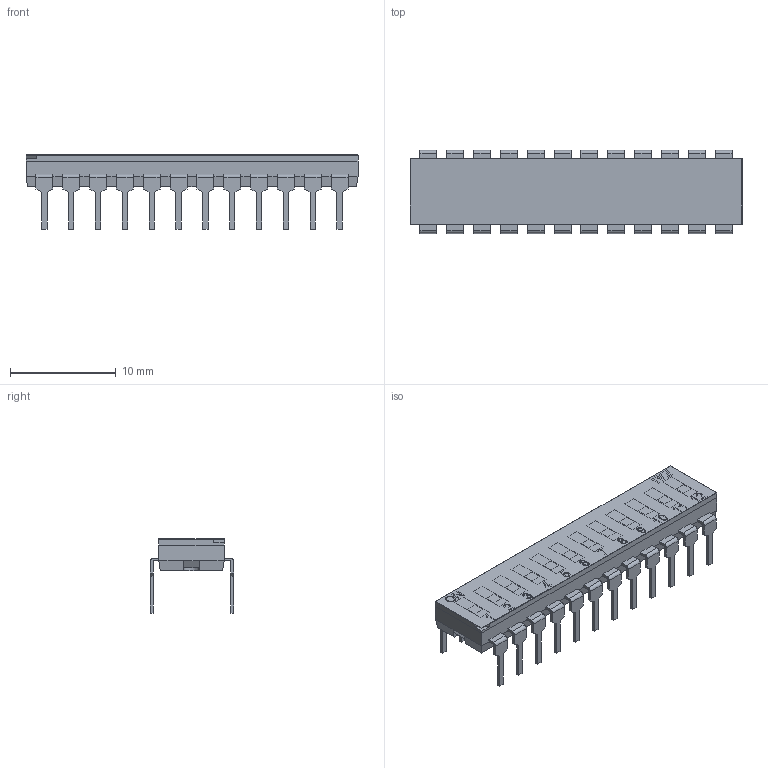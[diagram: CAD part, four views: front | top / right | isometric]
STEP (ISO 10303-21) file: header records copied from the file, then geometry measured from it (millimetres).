
FILE_DESCRIPTION(/* description */ ('Unknown'),/* implementation_level */ '2;1');
FILE_NAME(/* name */ '418127160912',/* time_stamp */ '2019-09-09T15:02:12+08:00',/* author */ ('Unknown'),/* organization */ ('Unknown'),/* preprocessor_version */ 'ST-DEVELOPER v16.7',/* originating_system */ 'DEX',/* authorisation */ $);
FILE_SCHEMA (('AUTOMOTIVE_DESIGN {1 0 10303 214 3 1 1}'));
Length unit declared in the file: millimetre
Products named in the file (8): 4181271609xx; Base 12; Terminal_front; Actuator; Contact; Terminal_back; Cover 12; Tape 12
Assembly tree (54 placements, depth 2):
  4181271609xx
    Base 12
    Terminal_front  x13
    Actuator  x13
    Contact  x12
    Terminal_back  x13
    Cover 12
    Tape 12
Bounding box: 31.42 x 7.87 x 7.04 mm (x, y, z)
Volume: 548.2 mm3; surface area: 2718.5 mm2
Topology: 54 solids, 54 shells, 1954 faces, 5441 edges, 3590 vertices
Faces by surface type: plane 1645, cylinder 273, bspline 36
Full cylindrical faces by diameter (mm): 0.45 x24, 0.5 x51, 1.9 x1
Entity records: 26014 total; most frequent: CARTESIAN_POINT 6049, ORIENTED_EDGE 3778, DIRECTION 3151, EDGE_CURVE 1889, LINE 1495, VECTOR 1495, VERTEX_POINT 1226, AXIS2_PLACEMENT_3D 828
